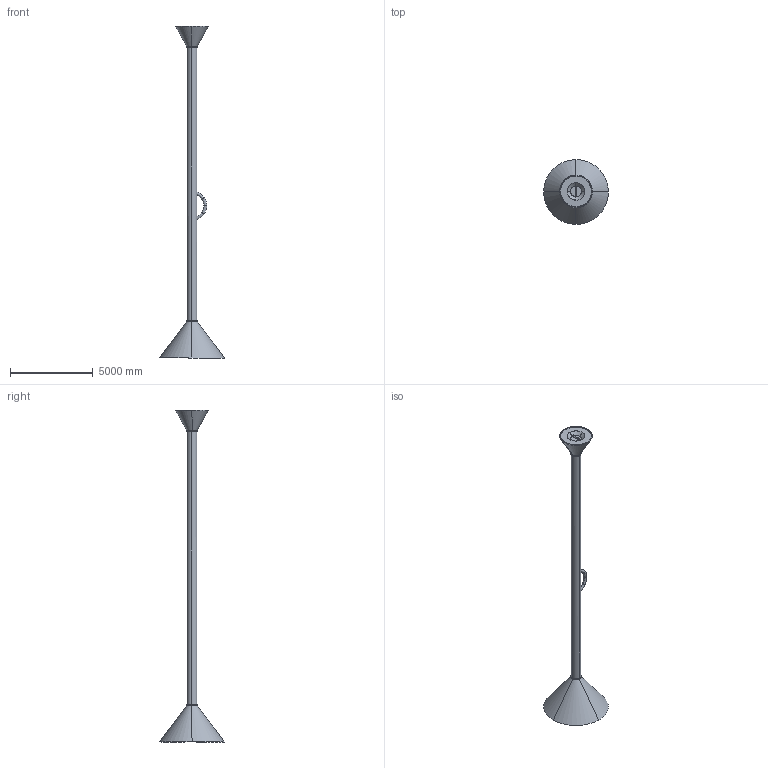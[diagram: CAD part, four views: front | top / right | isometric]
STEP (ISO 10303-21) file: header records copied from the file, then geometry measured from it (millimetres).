
FILE_DESCRIPTION(/* description */ (''),/* implementation_level */ '2;1');
FILE_NAME(/* name */ 'Callimaco_3D',/* time_stamp */ '2012-01-31T15:35:46+01:00',/* author */ (''),/* organization */ (''),/* preprocessor_version */ 'ST-DEVELOPER v10',/* originating_system */ '',/* authorisation */ '');
FILE_SCHEMA (('CONFIG_CONTROL_DESIGN'));
Length unit declared in the file: centimetre
Products named in the file (1): 1
Bounding box: 3900 x 3900 x 20000 mm (x, y, z)
Volume: 15361156974.7 mm3; surface area: 83397481.1 mm2
Topology: 8 solids, 8 shells, 90 faces, 184 edges, 112 vertices
Faces by surface type: bspline 72, plane 18
Entity records: 3134 total; most frequent: CARTESIAN_POINT 1996, ORIENTED_EDGE 368, EDGE_CURVE 184, VERTEX_POINT 112, EDGE_LOOP 92, ADVANCED_FACE 90, FACE_OUTER_BOUND 90, B_SPLINE_CURVE_WITH_KNOTS 40
